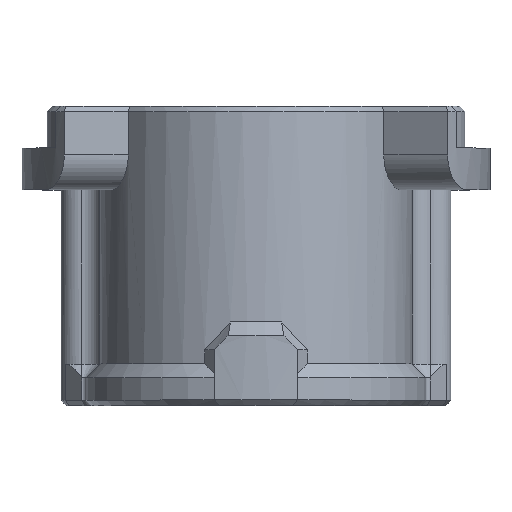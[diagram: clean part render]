
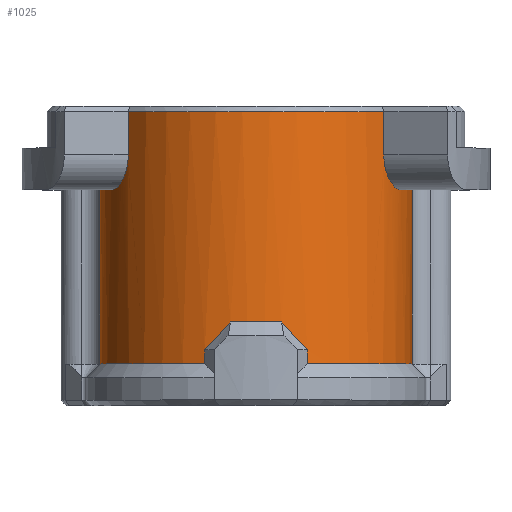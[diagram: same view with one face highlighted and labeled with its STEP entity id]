
A CAD part, top view. The second image highlights one B-rep face of the part: STEP entity #1025.
In plain terms, the highlighted cylindrical face has radius 11.2 mm (diameter 22.4 mm), a partial arc.
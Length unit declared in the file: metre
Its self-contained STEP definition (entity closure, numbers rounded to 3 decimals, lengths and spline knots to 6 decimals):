
#62=CIRCLE('',#1106,0.0112);
#63=CIRCLE('',#1107,0.0112);
#64=CIRCLE('',#1108,0.0112);
#65=CIRCLE('',#1109,0.0112);
#66=CIRCLE('',#1110,0.0112);
#67=CIRCLE('',#1111,0.0112);
#125=B_SPLINE_CURVE_WITH_KNOTS('',3,(#1574,#1575,#1576,#1577),
 .UNSPECIFIED.,.F.,.F.,(4,4),(0.,0.002758),.UNSPECIFIED.);
#126=B_SPLINE_CURVE_WITH_KNOTS('',3,(#1581,#1582,#1583,#1584),
 .UNSPECIFIED.,.F.,.F.,(4,4),(0.,0.002758),.UNSPECIFIED.);
#127=B_SPLINE_CURVE_WITH_KNOTS('',3,(#1594,#1595,#1596,#1597,#1598),
 .UNSPECIFIED.,.F.,.F.,(4,1,4),(0.,0.001963,0.003926),
 .UNSPECIFIED.);
#128=B_SPLINE_CURVE_WITH_KNOTS('',3,(#1606,#1607,#1608,#1609,#1610),
 .UNSPECIFIED.,.F.,.F.,(4,1,4),(0.,0.001963,0.003926),
 .UNSPECIFIED.);
#149=ORIENTED_EDGE('',*,*,#471,.T.);
#150=ORIENTED_EDGE('',*,*,#472,.T.);
#151=ORIENTED_EDGE('',*,*,#473,.T.);
#152=ORIENTED_EDGE('',*,*,#474,.T.);
#153=ORIENTED_EDGE('',*,*,#475,.T.);
#154=ORIENTED_EDGE('',*,*,#476,.T.);
#155=ORIENTED_EDGE('',*,*,#477,.T.);
#156=ORIENTED_EDGE('',*,*,#478,.F.);
#157=ORIENTED_EDGE('',*,*,#479,.T.);
#158=ORIENTED_EDGE('',*,*,#480,.F.);
#159=ORIENTED_EDGE('',*,*,#481,.T.);
#160=ORIENTED_EDGE('',*,*,#482,.T.);
#161=ORIENTED_EDGE('',*,*,#483,.T.);
#162=ORIENTED_EDGE('',*,*,#484,.F.);
#163=ORIENTED_EDGE('',*,*,#485,.F.);
#164=ORIENTED_EDGE('',*,*,#486,.T.);
#471=EDGE_CURVE('',#632,#633,#728,.T.);
#472=EDGE_CURVE('',#633,#634,#125,.F.);
#473=EDGE_CURVE('',#634,#635,#62,.F.);
#474=EDGE_CURVE('',#635,#636,#126,.F.);
#475=EDGE_CURVE('',#636,#637,#729,.F.);
#476=EDGE_CURVE('',#637,#638,#63,.F.);
#477=EDGE_CURVE('',#638,#639,#730,.T.);
#478=EDGE_CURVE('',#640,#639,#64,.T.);
#479=EDGE_CURVE('',#640,#641,#127,.T.);
#480=EDGE_CURVE('',#642,#641,#731,.T.);
#481=EDGE_CURVE('',#642,#643,#65,.F.);
#482=EDGE_CURVE('',#643,#644,#732,.T.);
#483=EDGE_CURVE('',#644,#645,#128,.T.);
#484=EDGE_CURVE('',#646,#645,#66,.T.);
#485=EDGE_CURVE('',#647,#646,#733,.T.);
#486=EDGE_CURVE('',#647,#632,#67,.F.);
#632=VERTEX_POINT('',#1572);
#633=VERTEX_POINT('',#1573);
#634=VERTEX_POINT('',#1578);
#635=VERTEX_POINT('',#1580);
#636=VERTEX_POINT('',#1585);
#637=VERTEX_POINT('',#1587);
#638=VERTEX_POINT('',#1589);
#639=VERTEX_POINT('',#1591);
#640=VERTEX_POINT('',#1593);
#641=VERTEX_POINT('',#1599);
#642=VERTEX_POINT('',#1601);
#643=VERTEX_POINT('',#1603);
#644=VERTEX_POINT('',#1605);
#645=VERTEX_POINT('',#1611);
#646=VERTEX_POINT('',#1613);
#647=VERTEX_POINT('',#1615);
#728=LINE('',#1571,#800);
#729=LINE('',#1586,#801);
#730=LINE('',#1590,#802);
#731=LINE('',#1600,#803);
#732=LINE('',#1604,#804);
#733=LINE('',#1614,#805);
#800=VECTOR('',#1239,1.);
#801=VECTOR('',#1242,1.);
#802=VECTOR('',#1245,1.);
#803=VECTOR('',#1248,1.);
#804=VECTOR('',#1251,1.);
#805=VECTOR('',#1254,1.);
#872=EDGE_LOOP('',(#149,#150,#151,#152,#153,#154,#155,#156,#157,#158,#159,
#160,#161,#162,#163,#164));
#939=FACE_BOUND('',#872,.T.);
#1006=CYLINDRICAL_SURFACE('',#1105,0.0112);
#1025=ADVANCED_FACE('',(#939),#1006,.T.);
#1105=AXIS2_PLACEMENT_3D('',#1570,#1237,#1238);
#1106=AXIS2_PLACEMENT_3D('',#1579,#1240,#1241);
#1107=AXIS2_PLACEMENT_3D('',#1588,#1243,#1244);
#1108=AXIS2_PLACEMENT_3D('',#1592,#1246,#1247);
#1109=AXIS2_PLACEMENT_3D('',#1602,#1249,#1250);
#1110=AXIS2_PLACEMENT_3D('',#1612,#1252,#1253);
#1111=AXIS2_PLACEMENT_3D('',#1616,#1255,#1256);
#1237=DIRECTION('',(0.,1.,0.));
#1238=DIRECTION('',(0.,0.,1.));
#1239=DIRECTION('',(0.,1.,0.));
#1240=DIRECTION('',(0.,-1.,0.));
#1241=DIRECTION('',(0.,0.,-1.));
#1242=DIRECTION('',(0.,1.,0.));
#1243=DIRECTION('',(0.,-1.,0.));
#1244=DIRECTION('',(0.,0.,-1.));
#1245=DIRECTION('',(0.,1.,0.));
#1246=DIRECTION('',(0.,1.,0.));
#1247=DIRECTION('',(0.,0.,1.));
#1248=DIRECTION('',(0.,-1.,0.));
#1249=DIRECTION('',(0.,1.,0.));
#1250=DIRECTION('',(0.,0.,1.));
#1251=DIRECTION('',(0.,-1.,0.));
#1252=DIRECTION('',(0.,1.,0.));
#1253=DIRECTION('',(0.,0.,1.));
#1254=DIRECTION('',(0.,1.,0.));
#1255=DIRECTION('',(0.,-1.,0.));
#1256=DIRECTION('',(0.,0.,-1.));
#1570=CARTESIAN_POINT('',(0.08,-0.005002,0.067));
#1571=CARTESIAN_POINT('',(0.076328,-0.005002,0.077581));
#1572=CARTESIAN_POINT('',(0.076328,-0.0015,0.077581));
#1573=CARTESIAN_POINT('',(0.076328,-0.0005,0.077581));
#1574=CARTESIAN_POINT('',(0.078164,0.0015,0.078048));
#1575=CARTESIAN_POINT('',(0.077567,0.000808,0.077949));
#1576=CARTESIAN_POINT('',(0.076959,0.000132,0.0778));
#1577=CARTESIAN_POINT('',(0.076328,-0.0005,0.077581));
#1578=CARTESIAN_POINT('',(0.078164,0.0015,0.078048));
#1579=CARTESIAN_POINT('',(0.08,0.0015,0.067));
#1580=CARTESIAN_POINT('',(0.081836,0.0015,0.078048));
#1581=CARTESIAN_POINT('',(0.083672,-0.0005,0.077581));
#1582=CARTESIAN_POINT('',(0.083041,0.000132,0.0778));
#1583=CARTESIAN_POINT('',(0.082433,0.000808,0.077949));
#1584=CARTESIAN_POINT('',(0.081836,0.0015,0.078048));
#1585=CARTESIAN_POINT('',(0.083672,-0.0005,0.077581));
#1586=CARTESIAN_POINT('',(0.083672,-0.005002,0.077581));
#1587=CARTESIAN_POINT('',(0.083672,-0.0015,0.077581));
#1588=CARTESIAN_POINT('',(0.08,-0.0015,0.067));
#1589=CARTESIAN_POINT('',(0.0912,-0.0015,0.067));
#1590=CARTESIAN_POINT('',(0.0912,-0.005002,0.067));
#1591=CARTESIAN_POINT('',(0.0912,0.011,0.067));
#1592=CARTESIAN_POINT('',(0.08,0.011,0.067));
#1593=CARTESIAN_POINT('',(0.090377,0.011,0.071214));
#1594=CARTESIAN_POINT('',(0.090377,0.011,0.071214));
#1595=CARTESIAN_POINT('',(0.090127,0.011,0.071829));
#1596=CARTESIAN_POINT('',(0.089507,0.011531,0.072982));
#1597=CARTESIAN_POINT('',(0.089175,0.012836,0.073424));
#1598=CARTESIAN_POINT('',(0.089175,0.0135,0.073424));
#1599=CARTESIAN_POINT('',(0.089175,0.0135,0.073424));
#1600=CARTESIAN_POINT('',(0.089175,0.036,0.073424));
#1601=CARTESIAN_POINT('',(0.089175,0.0166,0.073424));
#1602=CARTESIAN_POINT('',(0.08,0.0166,0.067));
#1603=CARTESIAN_POINT('',(0.070825,0.0166,0.073424));
#1604=CARTESIAN_POINT('',(0.070825,0.036,0.073424));
#1605=CARTESIAN_POINT('',(0.070825,0.0135,0.073424));
#1606=CARTESIAN_POINT('',(0.070825,0.0135,0.073424));
#1607=CARTESIAN_POINT('',(0.070825,0.012836,0.073424));
#1608=CARTESIAN_POINT('',(0.070495,0.011534,0.072984));
#1609=CARTESIAN_POINT('',(0.069873,0.011,0.071829));
#1610=CARTESIAN_POINT('',(0.069623,0.011,0.071214));
#1611=CARTESIAN_POINT('',(0.069623,0.011,0.071214));
#1612=CARTESIAN_POINT('',(0.08,0.011,0.067));
#1613=CARTESIAN_POINT('',(0.0688,0.011,0.067));
#1614=CARTESIAN_POINT('',(0.0688,-0.005002,0.067));
#1615=CARTESIAN_POINT('',(0.0688,-0.0015,0.067));
#1616=CARTESIAN_POINT('',(0.08,-0.0015,0.067));
